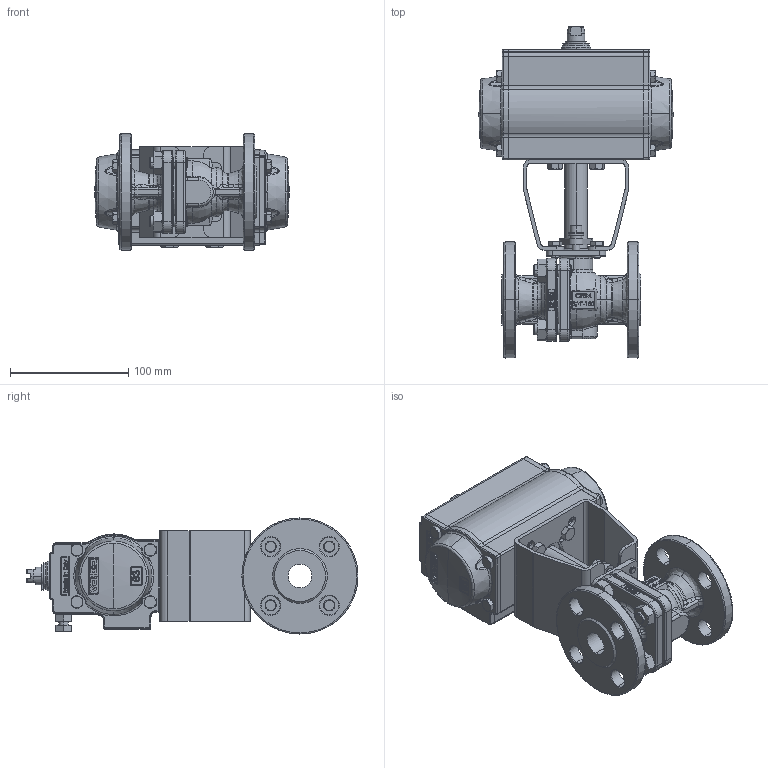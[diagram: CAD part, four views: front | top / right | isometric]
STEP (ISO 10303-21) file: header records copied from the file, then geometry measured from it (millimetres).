
FILE_DESCRIPTION (( 'STEP AP203' ), '1' );
FILE_NAME ('5801F-075_UT-1.STEP', '2017-11-27T19:52:23', ( '' ), ( '' ), 'SwSTEP 2.0', 'SolidWorks 2014', '' );
FILE_SCHEMA (( 'CONFIG_CONTROL_DESIGN' ));
Products named in the file (1): 5801F-075_UT-1
Bounding box: 163.98 x 280.3 x 98 mm (x, y, z)
Volume: 1273304.3 mm3; surface area: 214036.6 mm2
Topology: 30 solids, 30 shells, 2585 faces, 6434 edges, 4022 vertices
Faces by surface type: plane 932, bspline 723, cylinder 507, cone 388, sphere 32, torus 3
Entity records: 116636 total; most frequent: CARTESIAN_POINT 60722, ORIENTED_EDGE 12804, DIRECTION 9735, EDGE_CURVE 6402, VERTEX_POINT 4022, AXIS2_PLACEMENT_3D 3574, EDGE_LOOP 2846, VECTOR 2587
